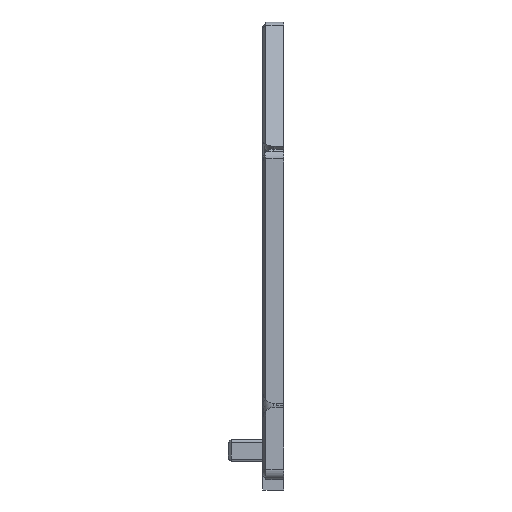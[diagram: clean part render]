
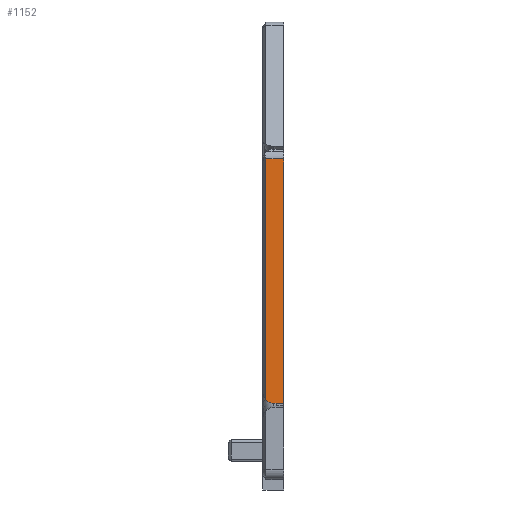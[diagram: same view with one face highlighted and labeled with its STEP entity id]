
A CAD part, front view. The second image highlights one B-rep face of the part: STEP entity #1152.
In plain terms, the highlighted planar face has unit normal (0, -1, 0).
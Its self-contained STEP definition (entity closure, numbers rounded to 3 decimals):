
#444=AXIS2_PLACEMENT_3D('Plane Axis2P3D',#441,#442,#443) ;
#441=CARTESIAN_POINT('Axis2P3D Location',(2.5,0.,1.5)) ;
#983=CARTESIAN_POINT('Vertex',(2.7,0.,6.575)) ;
#986=CARTESIAN_POINT('Line Origine',(2.7,0.,15.174)) ;
#990=CARTESIAN_POINT('Vertex',(2.7,0.,24.047)) ;
#1046=CARTESIAN_POINT('Vertex',(3.3,0.,6.304)) ;
#1050=CARTESIAN_POINT('Control Point',(2.7,0.,6.575)) ;
#1051=CARTESIAN_POINT('Control Point',(2.812,0.,6.447)) ;
#1052=CARTESIAN_POINT('Control Point',(2.96,0.,6.352)) ;
#1053=CARTESIAN_POINT('Control Point',(3.13,0.,6.304)) ;
#1054=CARTESIAN_POINT('Control Point',(3.3,0.,6.304)) ;
#1126=CARTESIAN_POINT('Line Origine',(3.65,0.,6.304)) ;
#1130=CARTESIAN_POINT('Vertex',(4.,0.,6.304)) ;
#1133=CARTESIAN_POINT('Line Origine',(4.,0.,15.175)) ;
#1137=CARTESIAN_POINT('Vertex',(4.,0.,24.047)) ;
#1140=CARTESIAN_POINT('Line Origine',(3.35,0.,24.047)) ;
#442=DIRECTION('Axis2P3D Direction',(0.,-1.,0.)) ;
#443=DIRECTION('Axis2P3D XDirection',(0.,0.,1.)) ;
#987=DIRECTION('Vector Direction',(0.,0.,-1.)) ;
#1127=DIRECTION('Vector Direction',(-1.,0.,0.)) ;
#1134=DIRECTION('Vector Direction',(0.,0.,1.)) ;
#1141=DIRECTION('Vector Direction',(-1.,0.,0.)) ;
#988=VECTOR('Line Direction',#987,1.) ;
#1128=VECTOR('Line Direction',#1127,1.) ;
#1135=VECTOR('Line Direction',#1134,1.) ;
#1142=VECTOR('Line Direction',#1141,1.) ;
#1146=ORIENTED_EDGE('',*,*,#1055,.F.) ;
#1147=ORIENTED_EDGE('',*,*,#1132,.F.) ;
#1148=ORIENTED_EDGE('',*,*,#1139,.F.) ;
#1149=ORIENTED_EDGE('',*,*,#1144,.T.) ;
#1150=ORIENTED_EDGE('',*,*,#992,.T.) ;
#1152=ADVANCED_FACE('V1',(#1151),#445,.T.) ;
#1049=B_SPLINE_CURVE_WITH_KNOTS('',4,(#1050,#1051,#1052,#1053,#1054),.UNSPECIFIED.,.F.,.U.,(5,5),(0.818,1.778),.UNSPECIFIED.) ;
#992=EDGE_CURVE('',#991,#984,#989,.T.) ;
#1055=EDGE_CURVE('',#1047,#984,#1049,.F.) ;
#1132=EDGE_CURVE('',#1131,#1047,#1129,.T.) ;
#1139=EDGE_CURVE('',#1138,#1131,#1136,.F.) ;
#1144=EDGE_CURVE('',#1138,#991,#1143,.T.) ;
#1145=EDGE_LOOP('',(#1146,#1147,#1148,#1149,#1150)) ;
#1151=FACE_OUTER_BOUND('',#1145,.T.) ;
#989=LINE('Line',#986,#988) ;
#1129=LINE('Line',#1126,#1128) ;
#1136=LINE('Line',#1133,#1135) ;
#1143=LINE('Line',#1140,#1142) ;
#445=PLANE('',#444) ;
#984=VERTEX_POINT('',#983) ;
#991=VERTEX_POINT('',#990) ;
#1047=VERTEX_POINT('',#1046) ;
#1131=VERTEX_POINT('',#1130) ;
#1138=VERTEX_POINT('',#1137) ;
